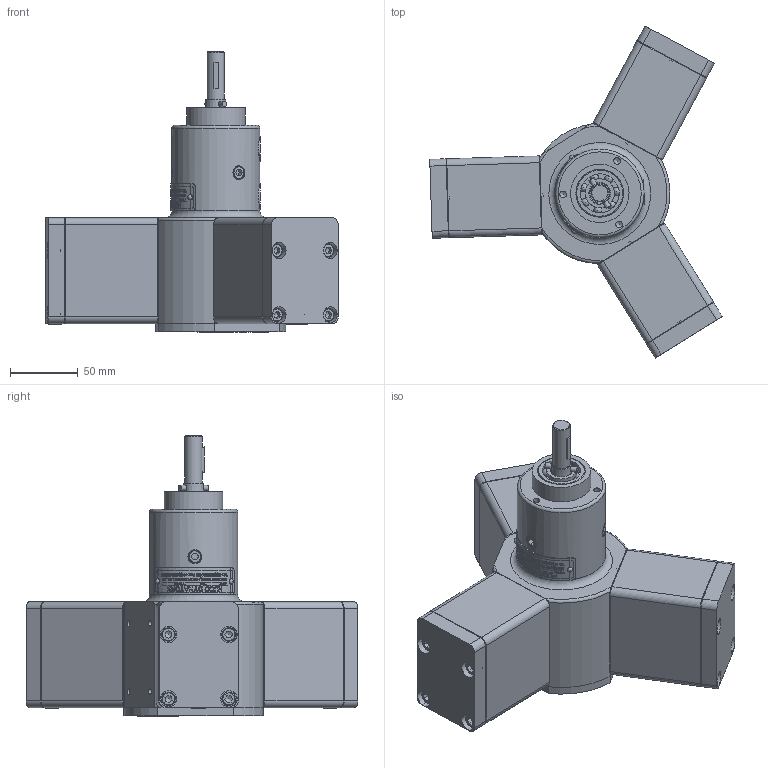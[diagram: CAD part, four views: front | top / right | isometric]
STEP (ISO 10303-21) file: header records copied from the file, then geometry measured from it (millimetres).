
FILE_DESCRIPTION(/* description */ (''),/* implementation_level */ '2;1');
FILE_NAME(/* name */ '930.75.A.stp',/* time_stamp */ '2019-06-03T14:35:54+01:00',/* author */ ('Michael.Drake'),/* organization */ (''),/* preprocessor_version */ 'ST-DEVELOPER v17',/* originating_system */ 'Autodesk Inventor 2019',/* authorisation */ '');
FILE_SCHEMA (('AUTOMOTIVE_DESIGN { 1 0 10303 214 3 1 1 }'));
Products named in the file (1): Part941
Bounding box: 215.25 x 244.18 x 206.35 mm (x, y, z)
Volume: 1623083.2 mm3; surface area: 467023.7 mm2
Topology: 80 solids, 80 shells, 2560 faces, 6807 edges, 4575 vertices
Faces by surface type: plane 1124, bspline 672, cylinder 456, cone 191, torus 95, sphere 22
Full cylindrical faces by diameter (mm): 2 x2, 2.2 x2, 2.4 x2, 4 x3, 4.134 x4, 4.5 x1, 4.917 x18, 6 x18, 6.5 x27, 7 x3, 8 x23, 8.4 x1, 8.566 x10, 9 x1, 10 x14, 11.3 x2, 11.445 x2, 11.63 x1, 12 x23, 12.7 x1, 15 x6, 15.88 x2, 16 x1, 17.6 x2, 18.8 x1, 19 x3, 20 x2, 20.15 x2, 21.4 x4, 28.6 x4
Entity records: 100528 total; most frequent: CARTESIAN_POINT 37190, ORIENTED_EDGE 13480, DIRECTION 10824, EDGE_CURVE 6740, VERTEX_POINT 4599, AXIS2_PLACEMENT_3D 3884, LINE 3056, VECTOR 3056
